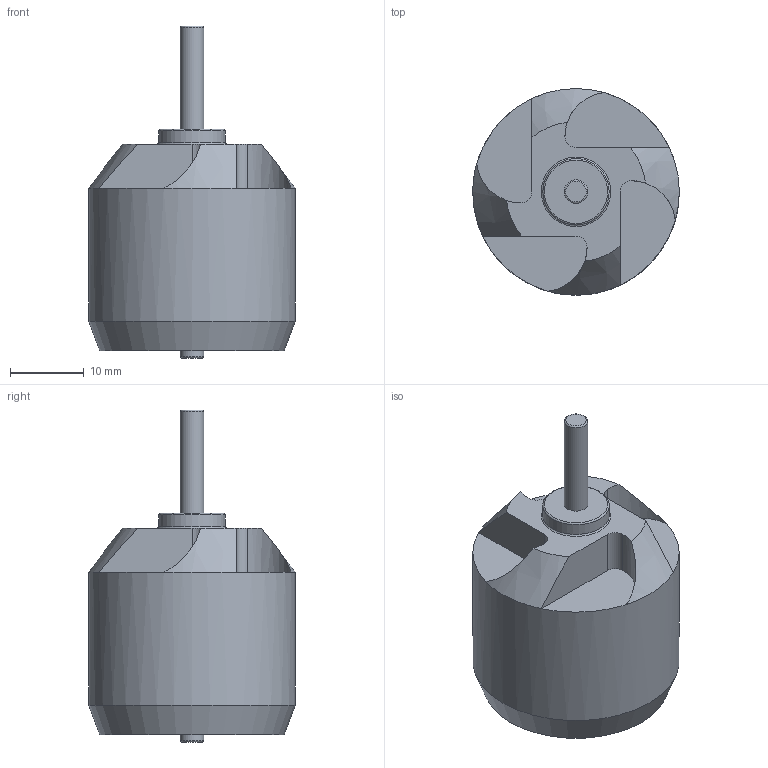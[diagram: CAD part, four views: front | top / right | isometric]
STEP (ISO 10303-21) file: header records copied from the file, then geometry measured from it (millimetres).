
FILE_DESCRIPTION((''),'2;1');
FILE_NAME('Motor.stp','2018-11-21T18:33:05',('Stefan'),(''),'Autodesk Inventor 2012','Autodesk Inventor 2012','');
FILE_SCHEMA(('AUTOMOTIVE_DESIGN { 1 0 10303 214 1 1 1 1 }'));
Length unit declared in the file: millimetre
Products named in the file (1): H-Motor
Bounding box: 28 x 28 x 45 mm (x, y, z)
Volume: 14920.1 mm3; surface area: 3895.1 mm2
Topology: 1 solids, 1 shells, 42 faces, 86 edges, 53 vertices
Faces by surface type: plane 17, cylinder 16, cone 5, torus 4
Full cylindrical faces by diameter (mm): 3 x4, 3.175 x2, 9 x1, 28 x1
Entity records: 1103 total; most frequent: CARTESIAN_POINT 211, DIRECTION 198, ORIENTED_EDGE 144, AXIS2_PLACEMENT_3D 91, EDGE_CURVE 72, EDGE_LOOP 62, VERTEX_POINT 52, CIRCLE 48
